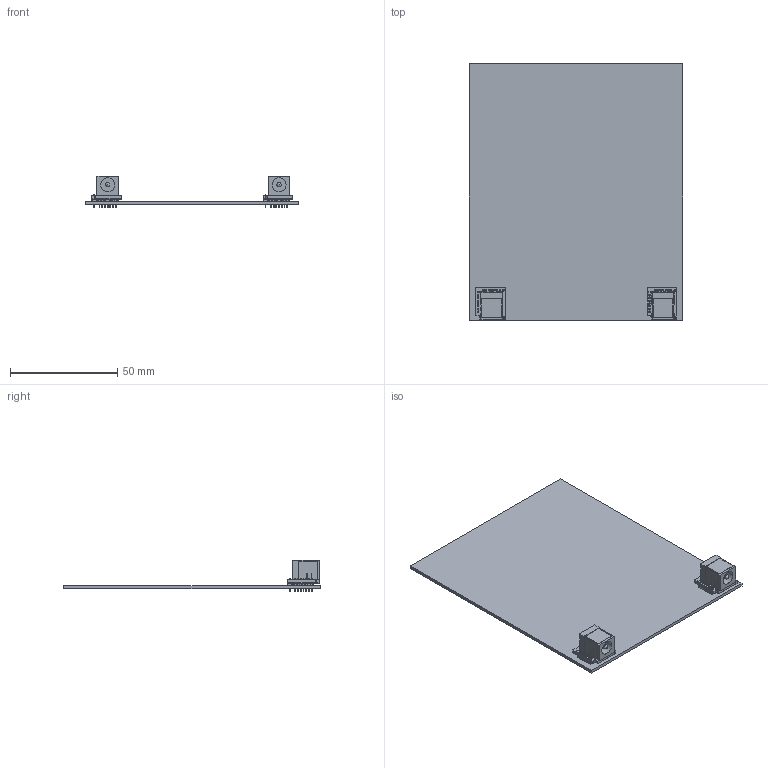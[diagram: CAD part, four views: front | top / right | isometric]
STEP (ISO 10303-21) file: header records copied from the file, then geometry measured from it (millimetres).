
FILE_DESCRIPTION(('KiCad electronic assembly'),'2;1');
FILE_NAME('Reference_PJ-063AH.step','2025-10-04T13:52:50',('Pcbnew'),( 'Kicad'),'Open CASCADE STEP processor 7.6','KiCad to STEP converter' ,'Unknown');
FILE_SCHEMA(('AUTOMOTIVE_DESIGN { 1 0 10303 214 1 1 1 1 }'));
Length unit declared in the file: millimetre
Products named in the file (10): Reference_PJ-063AH 1; PJ-063AH_breakoutl; BarrelJack_CUI_PJ-063AH_Horizontal; PinHeader_1x07_P1.27mm_Vertical; 50mil_PJ-063AH_breakout_silkscreen; 50mil_PJ-063AH_breakout_soldermask; 50mil_PJ-063AH_breakout_PCB; Protoboard_Noppera-boo50mil_100mmX120mm_PCB
Assembly tree (11 placements, depth 3):
  Reference_PJ-063AH 1
    PJ-063AH_breakoutl  x2
      BarrelJack_CUI_PJ-063AH_Horizontal
      PinHeader_1x07_P1.27mm_Vertical
      50mil_PJ-063AH_breakout_silkscreen
      50mil_PJ-063AH_breakout_silkscreen
      50mil_PJ-063AH_breakout_soldermask
      50mil_PJ-063AH_breakout_soldermask
      50mil_PJ-063AH_breakout_PCB
    Protoboard_Noppera-boo50mil_100mmX120mm_PCB
Bounding box: 99.6 x 119.6 x 14.68 mm (x, y, z)
Volume: 20338.6 mm3; surface area: 29750.5 mm2
Topology: 11 solids, 57 shells, 1040 faces, 2990 edges, 2082 vertices
Faces by surface type: plane 956, cylinder 82, sphere 2
Full cylindrical faces by diameter (mm): 0.65 x56, 1.5 x2, 1.6 x2, 2 x2, 6.5 x2
Entity records: 13188 total; most frequent: CARTESIAN_POINT 2324, DIRECTION 2112, ORIENTED_EDGE 1982, EDGE_CURVE 1130, LINE 902, VECTOR 902, VERTEX_POINT 817, AXIS2_PLACEMENT_3D 605
